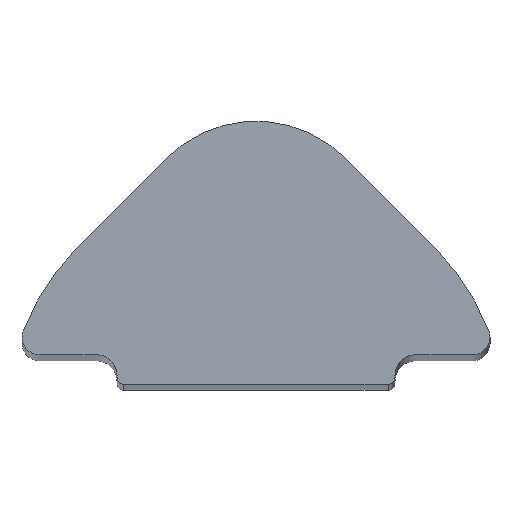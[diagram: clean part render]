
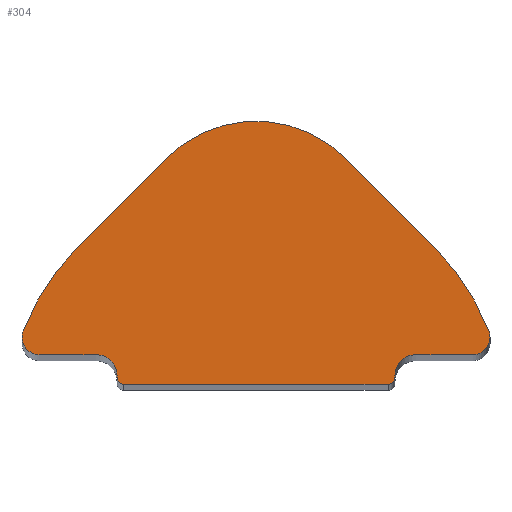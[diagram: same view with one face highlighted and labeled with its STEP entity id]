
A CAD part, top view. The second image highlights one B-rep face of the part: STEP entity #304.
In plain terms, the highlighted planar face has unit normal (0, 0, 1).
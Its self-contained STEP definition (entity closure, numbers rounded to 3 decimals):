
#3 = CARTESIAN_POINT ( 'NONE',  ( -3.801, -2.989, 0.5 ) ) ;
#6 = LINE ( 'NONE', #13, #213 ) ;
#7 = CARTESIAN_POINT ( 'NONE',  ( 6.7, -1.655, 0.5 ) ) ;
#13 = CARTESIAN_POINT ( 'NONE',  ( 3.999, -0.234, 0.5 ) ) ;
#17 = DIRECTION ( 'NONE',  ( 1., 0., 0. ) ) ;
#21 = DIRECTION ( 'NONE',  ( 1., 0., 0. ) ) ;
#24 = DIRECTION ( 'NONE',  ( 1., 0., 0. ) ) ;
#27 = VERTEX_POINT ( 'NONE', #43 ) ;
#33 = EDGE_CURVE ( 'NONE', #236, #334, #293, .T. ) ;
#34 = CARTESIAN_POINT ( 'NONE',  ( -0.001, -4.288, 0.5 ) ) ;
#35 = VERTEX_POINT ( 'NONE', #130 ) ;
#38 = DIRECTION ( 'NONE',  ( 1., 0., 0. ) ) ;
#43 = CARTESIAN_POINT ( 'NONE',  ( -5.092, 0.803, 0.5 ) ) ;
#45 = EDGE_CURVE ( 'NONE', #182, #377, #179, .T. ) ;
#49 = VECTOR ( 'NONE', #180, 1000. ) ;
#69 = AXIS2_PLACEMENT_3D ( 'NONE', #606, #228, #226 ) ;
#71 = CARTESIAN_POINT ( 'NONE',  ( 6.234, -1.838, 0.5 ) ) ;
#74 = DIRECTION ( 'NONE',  ( 1., 0., 0. ) ) ;
#78 = ORIENTED_EDGE ( 'NONE', *, *, #425, .T. ) ;
#87 = ORIENTED_EDGE ( 'NONE', *, *, #94, .T. ) ;
#94 = EDGE_CURVE ( 'NONE', #446, #245, #302, .T. ) ;
#97 = AXIS2_PLACEMENT_3D ( 'NONE', #71, #369, #465 ) ;
#102 = AXIS2_PLACEMENT_3D ( 'NONE', #556, #494, #501 ) ;
#115 = DIRECTION ( 'NONE',  ( 0., 0., 1. ) ) ;
#122 = LINE ( 'NONE', #418, #357 ) ;
#130 = CARTESIAN_POINT ( 'NONE',  ( -3.801, -3.189, 0.5 ) ) ;
#132 = VERTEX_POINT ( 'NONE', #407 ) ;
#143 = CARTESIAN_POINT ( 'NONE',  ( -4.001, -0.234, 0.5 ) ) ;
#151 = VERTEX_POINT ( 'NONE', #155 ) ;
#155 = CARTESIAN_POINT ( 'NONE',  ( -2.584, 3.312, 0.5 ) ) ;
#157 = AXIS2_PLACEMENT_3D ( 'NONE', #553, #455, #495 ) ;
#161 = EDGE_CURVE ( 'NONE', #151, #27, #352, .T. ) ;
#162 = CARTESIAN_POINT ( 'NONE',  ( -0.001, -2.339, 0.5 ) ) ;
#165 = AXIS2_PLACEMENT_3D ( 'NONE', #353, #115, #411 ) ;
#169 = DIRECTION ( 'NONE',  ( 1., 0., 0. ) ) ;
#173 = EDGE_CURVE ( 'NONE', #282, #446, #515, .T. ) ;
#179 = CIRCLE ( 'NONE', #538, 7.2 ) ;
#180 = DIRECTION ( 'NONE',  ( -0.707, 0.707, 0. ) ) ;
#182 = VERTEX_POINT ( 'NONE', #7 ) ;
#183 = FACE_OUTER_BOUND ( 'NONE', #248, .T. ) ;
#193 = ORIENTED_EDGE ( 'NONE', *, *, #45, .T. ) ;
#206 = DIRECTION ( 'NONE',  ( 0., 0., 1. ) ) ;
#213 = VECTOR ( 'NONE', #599, 1000. ) ;
#222 = CARTESIAN_POINT ( 'NONE',  ( 6.234, -2.339, 0.5 ) ) ;
#226 = DIRECTION ( 'NONE',  ( 1., 0., 0. ) ) ;
#228 = DIRECTION ( 'NONE',  ( 0., 0., 1. ) ) ;
#230 = LINE ( 'NONE', #570, #49 ) ;
#232 = CARTESIAN_POINT ( 'NONE',  ( 3.799, -3.189, 0.5 ) ) ;
#236 = VERTEX_POINT ( 'NONE', #563 ) ;
#245 = VERTEX_POINT ( 'NONE', #419 ) ;
#246 = VERTEX_POINT ( 'NONE', #232 ) ;
#248 = EDGE_LOOP ( 'NONE', ( #587, #330, #286, #384, #78, #584, #471, #193, #424, #522, #573, #285, #251, #87, #338, #342, #394 ) ) ;
#251 = ORIENTED_EDGE ( 'NONE', *, *, #173, .T. ) ;
#264 = EDGE_CURVE ( 'NONE', #245, #236, #543, .T. ) ;
#268 = CARTESIAN_POINT ( 'NONE',  ( -6.236, -2.339, 0.5 ) ) ;
#270 = PLANE ( 'NONE',  #102 ) ;
#272 = DIRECTION ( 'NONE',  ( 0., 0., 1. ) ) ;
#274 = DIRECTION ( 'NONE',  ( 0., 0., -1. ) ) ;
#279 = CARTESIAN_POINT ( 'NONE',  ( 3.799, -2.989, 0.5 ) ) ;
#282 = VERTEX_POINT ( 'NONE', #466 ) ;
#285 = ORIENTED_EDGE ( 'NONE', *, *, #400, .T. ) ;
#286 = ORIENTED_EDGE ( 'NONE', *, *, #416, .T. ) ;
#288 = EDGE_CURVE ( 'NONE', #377, #328, #230, .T. ) ;
#293 = LINE ( 'NONE', #143, #613 ) ;
#295 = CIRCLE ( 'NONE', #546, 0.2 ) ;
#296 = VERTEX_POINT ( 'NONE', #374 ) ;
#301 = CARTESIAN_POINT ( 'NONE',  ( 6.735, -1.838, 0.5 ) ) ;
#302 = LINE ( 'NONE', #162, #362 ) ;
#303 = CARTESIAN_POINT ( 'NONE',  ( 2.582, 3.312, 0.5 ) ) ;
#304 = ADVANCED_FACE ( 'NONE', ( #183 ), #270, .T. ) ;
#305 = DIRECTION ( 'NONE',  ( 0., 0., 1. ) ) ;
#307 = AXIS2_PLACEMENT_3D ( 'NONE', #459, #305, #17 ) ;
#308 = EDGE_CURVE ( 'NONE', #328, #151, #348, .T. ) ;
#310 = DIRECTION ( 'NONE',  ( 1., 0., 0. ) ) ;
#311 = EDGE_CURVE ( 'NONE', #334, #35, #519, .T. ) ;
#319 = CIRCLE ( 'NONE', #97, 0.501 ) ;
#328 = VERTEX_POINT ( 'NONE', #303 ) ;
#330 = ORIENTED_EDGE ( 'NONE', *, *, #453, .T. ) ;
#334 = VERTEX_POINT ( 'NONE', #549 ) ;
#338 = ORIENTED_EDGE ( 'NONE', *, *, #264, .T. ) ;
#342 = ORIENTED_EDGE ( 'NONE', *, *, #33, .T. ) ;
#346 = VERTEX_POINT ( 'NONE', #301 ) ;
#348 = CIRCLE ( 'NONE', #165, 3.652 ) ;
#352 = LINE ( 'NONE', #500, #551 ) ;
#353 = CARTESIAN_POINT ( 'NONE',  ( -0.001, 0.729, 0.5 ) ) ;
#357 = VECTOR ( 'NONE', #21, 1000. ) ;
#359 = LINE ( 'NONE', #594, #628 ) ;
#362 = VECTOR ( 'NONE', #405, 1000. ) ;
#363 = DIRECTION ( 'NONE',  ( -0.707, -0.707, 0. ) ) ;
#369 = DIRECTION ( 'NONE',  ( 0., 0., 1. ) ) ;
#370 = CIRCLE ( 'NONE', #69, 0.501 ) ;
#374 = CARTESIAN_POINT ( 'NONE',  ( 3.999, -2.939, 0.5 ) ) ;
#377 = VERTEX_POINT ( 'NONE', #406 ) ;
#384 = ORIENTED_EDGE ( 'NONE', *, *, #490, .T. ) ;
#386 = DIRECTION ( 'NONE',  ( 0., -1., 0. ) ) ;
#394 = ORIENTED_EDGE ( 'NONE', *, *, #311, .T. ) ;
#400 = EDGE_CURVE ( 'NONE', #27, #282, #566, .T. ) ;
#405 = DIRECTION ( 'NONE',  ( 1., 0., 0. ) ) ;
#406 = CARTESIAN_POINT ( 'NONE',  ( 5.09, 0.803, 0.5 ) ) ;
#407 = CARTESIAN_POINT ( 'NONE',  ( 4.599, -2.339, 0.5 ) ) ;
#409 = AXIS2_PLACEMENT_3D ( 'NONE', #3, #206, #310 ) ;
#411 = DIRECTION ( 'NONE',  ( 1., 0., 0. ) ) ;
#416 = EDGE_CURVE ( 'NONE', #484, #296, #6, .T. ) ;
#418 = CARTESIAN_POINT ( 'NONE',  ( -0.001, -3.189, 0.5 ) ) ;
#419 = CARTESIAN_POINT ( 'NONE',  ( -4.601, -2.339, 0.5 ) ) ;
#424 = ORIENTED_EDGE ( 'NONE', *, *, #288, .T. ) ;
#425 = EDGE_CURVE ( 'NONE', #132, #440, #359, .T. ) ;
#436 = EDGE_CURVE ( 'NONE', #346, #182, #319, .T. ) ;
#440 = VERTEX_POINT ( 'NONE', #222 ) ;
#443 = EDGE_CURVE ( 'NONE', #440, #346, #370, .T. ) ;
#446 = VERTEX_POINT ( 'NONE', #268 ) ;
#453 = EDGE_CURVE ( 'NONE', #246, #484, #295, .T. ) ;
#455 = DIRECTION ( 'NONE',  ( 0., 0., 1. ) ) ;
#459 = CARTESIAN_POINT ( 'NONE',  ( -6.236, -1.838, 0.5 ) ) ;
#463 = CARTESIAN_POINT ( 'NONE',  ( 4.599, -2.939, 0.5 ) ) ;
#464 = DIRECTION ( 'NONE',  ( 1., 0., 0. ) ) ;
#465 = DIRECTION ( 'NONE',  ( 1., 0., 0. ) ) ;
#466 = CARTESIAN_POINT ( 'NONE',  ( -6.702, -1.655, 0.5 ) ) ;
#470 = EDGE_CURVE ( 'NONE', #35, #246, #122, .T. ) ;
#471 = ORIENTED_EDGE ( 'NONE', *, *, #436, .T. ) ;
#484 = VERTEX_POINT ( 'NONE', #506 ) ;
#490 = EDGE_CURVE ( 'NONE', #296, #132, #636, .T. ) ;
#494 = DIRECTION ( 'NONE',  ( 0., 0., 1. ) ) ;
#495 = DIRECTION ( 'NONE',  ( 1., 0., 0. ) ) ;
#499 = AXIS2_PLACEMENT_3D ( 'NONE', #463, #509, #74 ) ;
#500 = CARTESIAN_POINT ( 'NONE',  ( -2.584, 3.312, 0.5 ) ) ;
#501 = DIRECTION ( 'NONE',  ( 1., 0., 0. ) ) ;
#506 = CARTESIAN_POINT ( 'NONE',  ( 3.999, -2.989, 0.5 ) ) ;
#508 = CARTESIAN_POINT ( 'NONE',  ( -4.601, -2.939, 0.5 ) ) ;
#509 = DIRECTION ( 'NONE',  ( 0., 0., -1. ) ) ;
#515 = CIRCLE ( 'NONE', #307, 0.501 ) ;
#519 = CIRCLE ( 'NONE', #409, 0.2 ) ;
#521 = DIRECTION ( 'NONE',  ( 0., 0., 1. ) ) ;
#522 = ORIENTED_EDGE ( 'NONE', *, *, #308, .T. ) ;
#538 = AXIS2_PLACEMENT_3D ( 'NONE', #34, #521, #38 ) ;
#543 = CIRCLE ( 'NONE', #574, 0.6 ) ;
#546 = AXIS2_PLACEMENT_3D ( 'NONE', #279, #272, #169 ) ;
#549 = CARTESIAN_POINT ( 'NONE',  ( -4.001, -2.989, 0.5 ) ) ;
#551 = VECTOR ( 'NONE', #363, 1000. ) ;
#553 = CARTESIAN_POINT ( 'NONE',  ( -0.001, -4.288, 0.5 ) ) ;
#556 = CARTESIAN_POINT ( 'NONE',  ( -0.001, -0.234, 0.5 ) ) ;
#563 = CARTESIAN_POINT ( 'NONE',  ( -4.001, -2.939, 0.5 ) ) ;
#566 = CIRCLE ( 'NONE', #157, 7.2 ) ;
#570 = CARTESIAN_POINT ( 'NONE',  ( 5.09, 0.803, 0.5 ) ) ;
#573 = ORIENTED_EDGE ( 'NONE', *, *, #161, .T. ) ;
#574 = AXIS2_PLACEMENT_3D ( 'NONE', #508, #274, #464 ) ;
#584 = ORIENTED_EDGE ( 'NONE', *, *, #443, .T. ) ;
#587 = ORIENTED_EDGE ( 'NONE', *, *, #470, .T. ) ;
#594 = CARTESIAN_POINT ( 'NONE',  ( -0.001, -2.339, 0.5 ) ) ;
#599 = DIRECTION ( 'NONE',  ( 0., 1., 0. ) ) ;
#606 = CARTESIAN_POINT ( 'NONE',  ( 6.234, -1.838, 0.5 ) ) ;
#613 = VECTOR ( 'NONE', #386, 1000. ) ;
#628 = VECTOR ( 'NONE', #24, 1000. ) ;
#636 = CIRCLE ( 'NONE', #499, 0.6 ) ;
